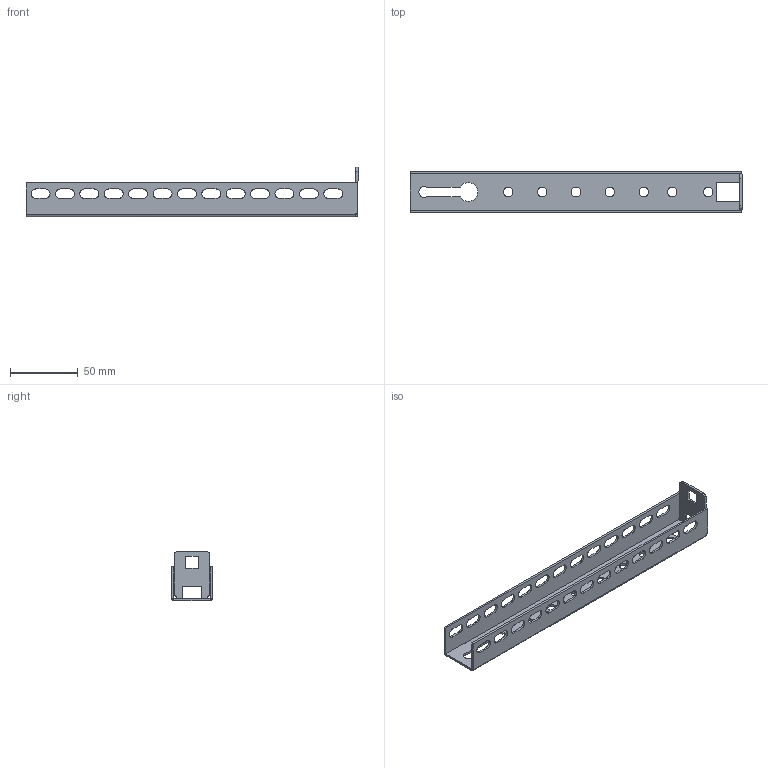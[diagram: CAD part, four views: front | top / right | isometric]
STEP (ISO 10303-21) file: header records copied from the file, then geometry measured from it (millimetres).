
FILE_DESCRIPTION (( 'STEP AP203' ), '1' );
FILE_NAME ('QB09C347.step', '2011-02-18T06:52:58', ( 'User' ), ( 'DKC' ), 'SwSTEP 2.0', 'SolidWorks 2010', '' );
FILE_SCHEMA (( 'CONFIG_CONTROL_DESIGN' ));
Length unit declared in the file: millimetre
Products named in the file (1): QB09C347
Bounding box: 245 x 30 x 36.5 mm (x, y, z)
Volume: 24297.7 mm3; surface area: 35440.3 mm2
Topology: 1 solids, 1 shells, 175 faces, 493 edges, 318 vertices
Faces by surface type: plane 86, cylinder 85, bspline 4
Entity records: 6042 total; most frequent: CARTESIAN_POINT 1199, ORIENTED_EDGE 986, DIRECTION 983, EDGE_CURVE 493, AXIS2_PLACEMENT_3D 334, VERTEX_POINT 318, LINE 315, VECTOR 315
